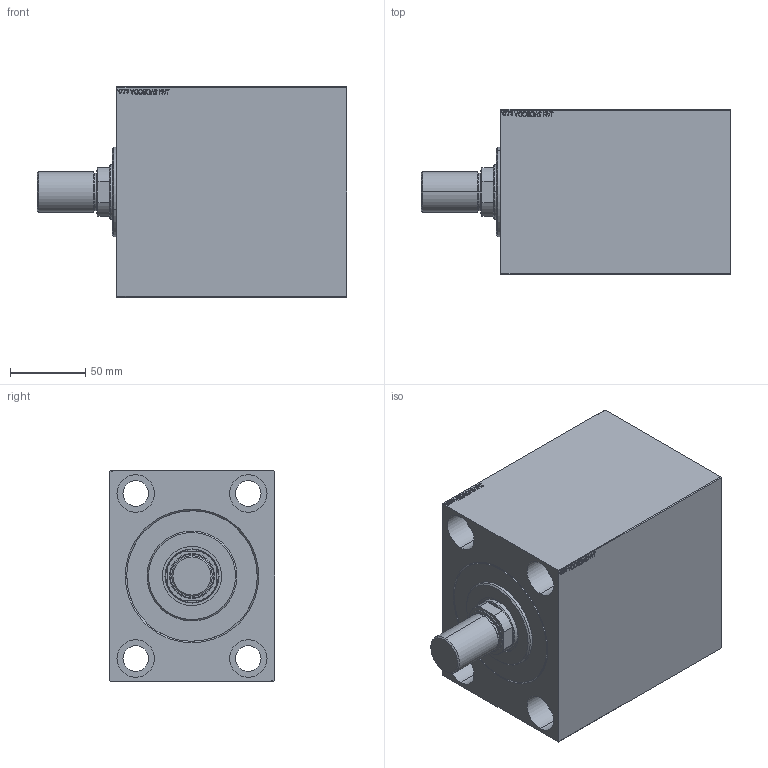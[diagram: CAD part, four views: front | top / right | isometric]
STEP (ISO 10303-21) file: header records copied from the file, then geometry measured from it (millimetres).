
FILE_DESCRIPTION (( 'STEP AP203' ), '1' );
FILE_NAME ('af05.STEP', '2022-04-17T02:28:52', ( '' ), ( '' ), 'SwSTEP 2.0', 'SolidWorks 2019', '' );
FILE_SCHEMA (( 'CONFIG_CONTROL_DESIGN' ));
Length unit declared in the file: millimetre
Products named in the file (5): V450CM_C_VCP c127bd678dde0c41919ea5e19372b167; V450CM_MALE_METRIC c127bd678dde0c41919ea5e19372b167; V450CM_C_Body c127bd678dde0c41919ea5e19372b167; af05; V450CM_VC_B c127bd678dde0c41919ea5e19372b167
Assembly tree (4 placements, depth 2):
  af05
    V450CM_C_Body c127bd678dde0c41919ea5e19372b167
    V450CM_C_VCP c127bd678dde0c41919ea5e19372b167
    V450CM_VC_B c127bd678dde0c41919ea5e19372b167
    V450CM_MALE_METRIC c127bd678dde0c41919ea5e19372b167
Bounding box: 206 x 110 x 140 mm (x, y, z)
Volume: 2152414.6 mm3; surface area: 203639 mm2
Topology: 4 solids, 4 shells, 880 faces, 2241 edges, 1485 vertices
Faces by surface type: plane 414, bspline 380, cylinder 66, cone 18, torus 2
Entity records: 44526 total; most frequent: CARTESIAN_POINT 25175, ORIENTED_EDGE 4478, DIRECTION 2639, EDGE_CURVE 2239, VERTEX_POINT 1485, LINE 1313, VECTOR 1313, EDGE_LOOP 1010
